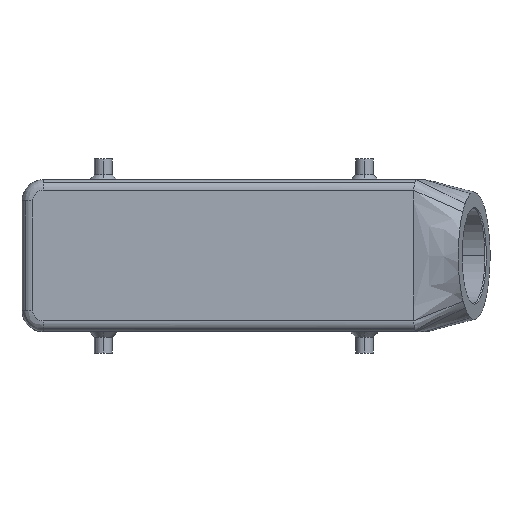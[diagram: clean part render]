
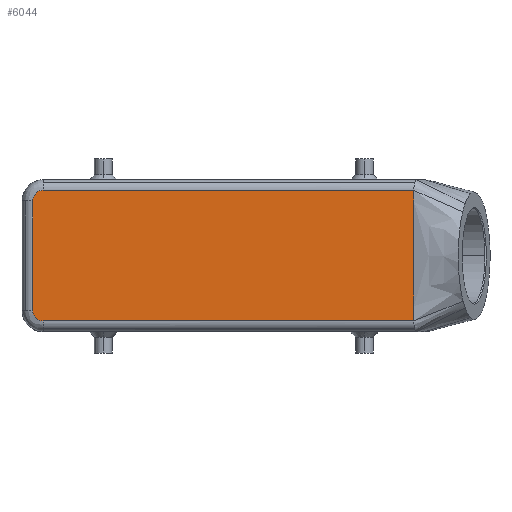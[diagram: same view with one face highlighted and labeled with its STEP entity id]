
A CAD part, top view. The second image highlights one B-rep face of the part: STEP entity #6044.
In plain terms, the highlighted planar face has unit normal (0, 0, 1).
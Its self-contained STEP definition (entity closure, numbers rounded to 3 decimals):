
#3953=CARTESIAN_POINT('',(-57.,-15.5,63.));
#3954=VERTEX_POINT('',#3953);
#3962=CARTESIAN_POINT('',(-57.,15.5,63.));
#3963=VERTEX_POINT('',#3962);
#3964=CARTESIAN_POINT('',(-57.,-15.5,63.));
#3965=DIRECTION('',(0.0,1.0,0.0));
#3966=VECTOR('',#3965,31.);
#3967=LINE('',#3964,#3966);
#3968=EDGE_CURVE('',#3954,#3963,#3967,.T.);
#5403=CARTESIAN_POINT('',(51.0,18.5,63.));
#5404=VERTEX_POINT('',#5403);
#5472=CARTESIAN_POINT('',(51.,15.155,63.));
#5473=VERTEX_POINT('',#5472);
#5474=CARTESIAN_POINT('',(51.,15.155,63.));
#5475=DIRECTION('',(0.0,1.0,0.0));
#5476=VECTOR('',#5475,3.345);
#5477=LINE('',#5474,#5476);
#5478=EDGE_CURVE('',#5473,#5404,#5477,.T.);
#5480=CARTESIAN_POINT('',(51.,-14.29,63.));
#5481=VERTEX_POINT('',#5480);
#5482=CARTESIAN_POINT('',(51.,-14.29,63.));
#5483=DIRECTION('',(0.0,1.0,0.0));
#5484=VECTOR('',#5483,29.445);
#5485=LINE('',#5482,#5484);
#5486=EDGE_CURVE('',#5481,#5473,#5485,.T.);
#5488=CARTESIAN_POINT('',(51.0,-18.5,63.));
#5489=VERTEX_POINT('',#5488);
#5490=CARTESIAN_POINT('',(51.0,-18.5,63.));
#5491=DIRECTION('',(0.0,1.0,0.0));
#5492=VECTOR('',#5491,4.21);
#5493=LINE('',#5490,#5492);
#5494=EDGE_CURVE('',#5489,#5481,#5493,.T.);
#5803=CARTESIAN_POINT('',(-54.0,-18.5,63.));
#5804=VERTEX_POINT('',#5803);
#5805=CARTESIAN_POINT('',(51.0,-18.5,63.));
#5806=DIRECTION('',(-1.0,0.0,0.0));
#5807=VECTOR('',#5806,105.0);
#5808=LINE('',#5805,#5807);
#5809=EDGE_CURVE('',#5489,#5804,#5808,.T.);
#5894=CARTESIAN_POINT('',(-54.0,-15.5,63.));
#5895=DIRECTION('',(0.0,0.0,-1.0));
#5896=DIRECTION('',(-0.707,-0.707,0.0));
#5897=AXIS2_PLACEMENT_3D('',#5894,#5895,#5896);
#5898=CIRCLE('',#5897,3.);
#5899=EDGE_CURVE('',#5804,#3954,#5898,.T.);
#5982=CARTESIAN_POINT('',(-54.0,18.5,63.));
#5983=VERTEX_POINT('',#5982);
#6002=CARTESIAN_POINT('',(-54.0,15.5,63.));
#6003=DIRECTION('',(0.0,0.0,-1.0));
#6004=DIRECTION('',(-0.707,0.707,0.0));
#6005=AXIS2_PLACEMENT_3D('',#6002,#6003,#6004);
#6006=CIRCLE('',#6005,3.);
#6007=EDGE_CURVE('',#3963,#5983,#6006,.T.);
#6019=CARTESIAN_POINT('',(-54.0,18.5,63.));
#6020=DIRECTION('',(1.0,0.0,0.0));
#6021=VECTOR('',#6020,105.0);
#6022=LINE('',#6019,#6021);
#6023=EDGE_CURVE('',#5983,#5404,#6022,.T.);
#6029=CARTESIAN_POINT('',(51.0,0.0,63.));
#6030=DIRECTION('',(0.0,0.0,1.0));
#6031=DIRECTION('',(1.0,0.0,0.0));
#6032=AXIS2_PLACEMENT_3D('',#6029,#6030,#6031);
#6033=PLANE('',#6032);
#6034=ORIENTED_EDGE('',*,*,#6023,.F.);
#6035=ORIENTED_EDGE('',*,*,#6007,.F.);
#6036=ORIENTED_EDGE('',*,*,#3968,.F.);
#6037=ORIENTED_EDGE('',*,*,#5899,.F.);
#6038=ORIENTED_EDGE('',*,*,#5809,.F.);
#6039=ORIENTED_EDGE('',*,*,#5494,.T.);
#6040=ORIENTED_EDGE('',*,*,#5486,.T.);
#6041=ORIENTED_EDGE('',*,*,#5478,.T.);
#6042=EDGE_LOOP('',(#6034,#6035,#6036,#6037,#6038,#6039,#6040,#6041));
#6043=FACE_OUTER_BOUND('',#6042,.T.);
#6044=ADVANCED_FACE('',(#6043),#6033,.T.);
